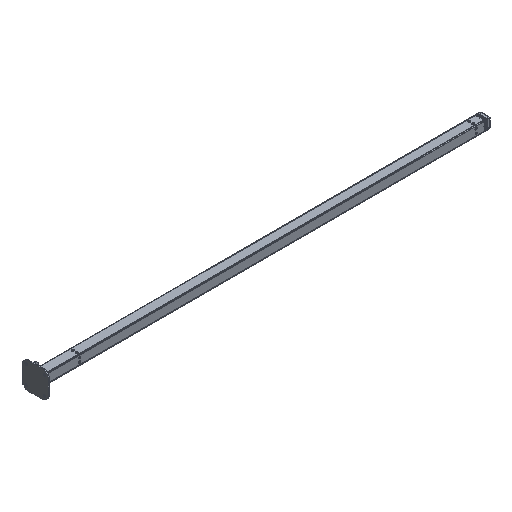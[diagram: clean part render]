
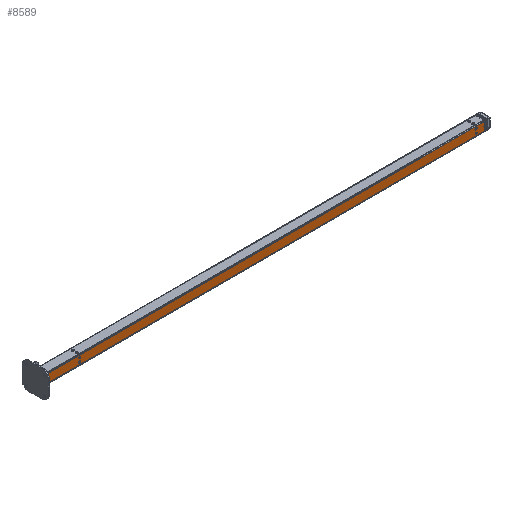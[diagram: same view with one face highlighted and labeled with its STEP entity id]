
A CAD part, isometric view. The second image highlights one B-rep face of the part: STEP entity #8589.
In plain terms, the highlighted planar face has unit normal (0, -1, 0).
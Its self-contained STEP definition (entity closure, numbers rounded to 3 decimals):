
#256 = VERTEX_POINT ( 'NONE', #20092 ) ;
#284 = DIRECTION ( 'NONE',  ( 0., 1., 0. ) ) ;
#344 = DIRECTION ( 'NONE',  ( 0., 1., 0. ) ) ;
#479 = EDGE_LOOP ( 'NONE', ( #25345, #21459 ) ) ;
#972 = AXIS2_PLACEMENT_3D ( 'NONE', #29791, #9011, #17448 ) ;
#983 = CARTESIAN_POINT ( 'NONE',  ( 2145., -25., 10. ) ) ;
#1158 = CARTESIAN_POINT ( 'NONE',  ( 2200., -25., 21. ) ) ;
#1436 = DIRECTION ( 'NONE',  ( 0., 1., 0. ) ) ;
#1763 = DIRECTION ( 'NONE',  ( 1., 0., 0. ) ) ;
#1838 = CIRCLE ( 'NONE', #31931, 4.5 ) ;
#2214 = CARTESIAN_POINT ( 'NONE',  ( 2145., -25., -10. ) ) ;
#2274 = CARTESIAN_POINT ( 'NONE',  ( 190., -25., -10. ) ) ;
#2360 = VERTEX_POINT ( 'NONE', #22016 ) ;
#2575 = ORIENTED_EDGE ( 'NONE', *, *, #5905, .F. ) ;
#2603 = AXIS2_PLACEMENT_3D ( 'NONE', #2214, #20345, #12443 ) ;
#3861 = CARTESIAN_POINT ( 'NONE',  ( 190., -25., -5.5 ) ) ;
#4284 = CARTESIAN_POINT ( 'NONE',  ( 2200., -25., -21. ) ) ;
#4470 = VERTEX_POINT ( 'NONE', #4284 ) ;
#4501 = CARTESIAN_POINT ( 'NONE',  ( 0., -25., 21. ) ) ;
#5038 = VERTEX_POINT ( 'NONE', #1158 ) ;
#5732 = DIRECTION ( 'NONE',  ( 0., 0., 1. ) ) ;
#5843 = FACE_BOUND ( 'NONE', #32978, .T. ) ;
#5905 = EDGE_CURVE ( 'NONE', #7191, #5038, #13982, .T. ) ;
#6402 = CARTESIAN_POINT ( 'NONE',  ( 2145., -25., -10. ) ) ;
#6470 = CIRCLE ( 'NONE', #28057, 4.5 ) ;
#6722 = VERTEX_POINT ( 'NONE', #18371 ) ;
#7050 = CARTESIAN_POINT ( 'NONE',  ( 2200., -25., -21. ) ) ;
#7142 = CARTESIAN_POINT ( 'NONE',  ( 2145., -25., 5.5 ) ) ;
#7165 = PLANE ( 'NONE',  #972 ) ;
#7191 = VERTEX_POINT ( 'NONE', #26712 ) ;
#7555 = CIRCLE ( 'NONE', #17227, 4.5 ) ;
#8257 = VERTEX_POINT ( 'NONE', #22595 ) ;
#8589 = ADVANCED_FACE ( 'NONE', ( #28966, #5843, #24039, #30131, #24889 ), #7165, .F. ) ;
#8903 = CIRCLE ( 'NONE', #32666, 4.5 ) ;
#9011 = DIRECTION ( 'NONE',  ( 0., 1., 0. ) ) ;
#9339 = LINE ( 'NONE', #4501, #25551 ) ;
#9760 = DIRECTION ( 'NONE',  ( 0., 1., 0. ) ) ;
#10453 = ORIENTED_EDGE ( 'NONE', *, *, #23599, .T. ) ;
#10522 = CARTESIAN_POINT ( 'NONE',  ( 2145., -25., -14.5 ) ) ;
#10545 = EDGE_LOOP ( 'NONE', ( #2575, #17395, #20976, #17046 ) ) ;
#11882 = VERTEX_POINT ( 'NONE', #7142 ) ;
#12151 = VERTEX_POINT ( 'NONE', #3861 ) ;
#12443 = DIRECTION ( 'NONE',  ( 0., 0., 1. ) ) ;
#12786 = CIRCLE ( 'NONE', #2603, 4.5 ) ;
#12908 = DIRECTION ( 'NONE',  ( 0., 0., 1. ) ) ;
#12936 = CARTESIAN_POINT ( 'NONE',  ( 190., -25., 10. ) ) ;
#13110 = DIRECTION ( 'NONE',  ( 0., 0., 1. ) ) ;
#13982 = LINE ( 'NONE', #24246, #31065 ) ;
#14060 = EDGE_CURVE ( 'NONE', #7191, #19387, #9339, .T. ) ;
#14221 = ORIENTED_EDGE ( 'NONE', *, *, #24675, .T. ) ;
#14853 = LINE ( 'NONE', #7050, #27092 ) ;
#15166 = AXIS2_PLACEMENT_3D ( 'NONE', #32911, #9760, #17859 ) ;
#15936 = ORIENTED_EDGE ( 'NONE', *, *, #19200, .T. ) ;
#16207 = AXIS2_PLACEMENT_3D ( 'NONE', #2274, #33059, #17999 ) ;
#17046 = ORIENTED_EDGE ( 'NONE', *, *, #17916, .F. ) ;
#17227 = AXIS2_PLACEMENT_3D ( 'NONE', #983, #29420, #31762 ) ;
#17282 = CARTESIAN_POINT ( 'NONE',  ( 190., -25., -14.5 ) ) ;
#17395 = ORIENTED_EDGE ( 'NONE', *, *, #14060, .T. ) ;
#17448 = DIRECTION ( 'NONE',  ( 0., 0., 1. ) ) ;
#17811 = EDGE_CURVE ( 'NONE', #4470, #19387, #14853, .T. ) ;
#17859 = DIRECTION ( 'NONE',  ( 0., 0., 1. ) ) ;
#17916 = EDGE_CURVE ( 'NONE', #5038, #4470, #30830, .T. ) ;
#17999 = DIRECTION ( 'NONE',  ( 0., 0., 1. ) ) ;
#18107 = CARTESIAN_POINT ( 'NONE',  ( 2200., -25., 21. ) ) ;
#18112 = ORIENTED_EDGE ( 'NONE', *, *, #28605, .T. ) ;
#18371 = CARTESIAN_POINT ( 'NONE',  ( 190., -25., 5.5 ) ) ;
#18826 = EDGE_LOOP ( 'NONE', ( #18112, #15936 ) ) ;
#19200 = EDGE_CURVE ( 'NONE', #21467, #12151, #28106, .T. ) ;
#19387 = VERTEX_POINT ( 'NONE', #28290 ) ;
#19671 = DIRECTION ( 'NONE',  ( 0., 0., -1. ) ) ;
#20092 = CARTESIAN_POINT ( 'NONE',  ( 2145., -25., -5.5 ) ) ;
#20345 = DIRECTION ( 'NONE',  ( 0., 1., 0. ) ) ;
#20976 = ORIENTED_EDGE ( 'NONE', *, *, #17811, .F. ) ;
#21459 = ORIENTED_EDGE ( 'NONE', *, *, #25278, .T. ) ;
#21467 = VERTEX_POINT ( 'NONE', #17282 ) ;
#21872 = DIRECTION ( 'NONE',  ( 0., 0., 1. ) ) ;
#22016 = CARTESIAN_POINT ( 'NONE',  ( 2145., -25., 14.5 ) ) ;
#22595 = CARTESIAN_POINT ( 'NONE',  ( 190., -25., 14.5 ) ) ;
#22840 = DIRECTION ( 'NONE',  ( 0., 0., -1. ) ) ;
#23220 = EDGE_CURVE ( 'NONE', #11882, #2360, #30509, .T. ) ;
#23599 = EDGE_CURVE ( 'NONE', #256, #30920, #8903, .T. ) ;
#23637 = CARTESIAN_POINT ( 'NONE',  ( 2145., -25., 10. ) ) ;
#23671 = DIRECTION ( 'NONE',  ( 0., 1., 0. ) ) ;
#23910 = EDGE_LOOP ( 'NONE', ( #10453, #30373 ) ) ;
#24039 = FACE_BOUND ( 'NONE', #18826, .T. ) ;
#24246 = CARTESIAN_POINT ( 'NONE',  ( 2200., -25., 21. ) ) ;
#24279 = EDGE_CURVE ( 'NONE', #30920, #256, #12786, .T. ) ;
#24675 = EDGE_CURVE ( 'NONE', #2360, #11882, #7555, .T. ) ;
#24889 = FACE_OUTER_BOUND ( 'NONE', #10545, .T. ) ;
#25272 = DIRECTION ( 'NONE',  ( -1., 0., 0. ) ) ;
#25278 = EDGE_CURVE ( 'NONE', #6722, #8257, #29176, .T. ) ;
#25345 = ORIENTED_EDGE ( 'NONE', *, *, #28997, .T. ) ;
#25551 = VECTOR ( 'NONE', #19671, 1000. ) ;
#26324 = CARTESIAN_POINT ( 'NONE',  ( 190., -25., -10. ) ) ;
#26712 = CARTESIAN_POINT ( 'NONE',  ( 0., -25., 21. ) ) ;
#27092 = VECTOR ( 'NONE', #25272, 1000. ) ;
#28057 = AXIS2_PLACEMENT_3D ( 'NONE', #12936, #23671, #13110 ) ;
#28106 = CIRCLE ( 'NONE', #16207, 4.5 ) ;
#28290 = CARTESIAN_POINT ( 'NONE',  ( 0., -25., -21. ) ) ;
#28605 = EDGE_CURVE ( 'NONE', #12151, #21467, #1838, .T. ) ;
#28966 = FACE_BOUND ( 'NONE', #23910, .T. ) ;
#28997 = EDGE_CURVE ( 'NONE', #8257, #6722, #6470, .T. ) ;
#29176 = CIRCLE ( 'NONE', #15166, 4.5 ) ;
#29265 = VECTOR ( 'NONE', #22840, 1000. ) ;
#29420 = DIRECTION ( 'NONE',  ( 0., 1., 0. ) ) ;
#29791 = CARTESIAN_POINT ( 'NONE',  ( 2200., -25., -21. ) ) ;
#29971 = AXIS2_PLACEMENT_3D ( 'NONE', #23637, #344, #12908 ) ;
#30131 = FACE_BOUND ( 'NONE', #479, .T. ) ;
#30373 = ORIENTED_EDGE ( 'NONE', *, *, #24279, .T. ) ;
#30509 = CIRCLE ( 'NONE', #29971, 4.5 ) ;
#30830 = LINE ( 'NONE', #18107, #29265 ) ;
#30920 = VERTEX_POINT ( 'NONE', #10522 ) ;
#31065 = VECTOR ( 'NONE', #1763, 1000. ) ;
#31762 = DIRECTION ( 'NONE',  ( 0., 0., 1. ) ) ;
#31931 = AXIS2_PLACEMENT_3D ( 'NONE', #26324, #284, #5732 ) ;
#32221 = ORIENTED_EDGE ( 'NONE', *, *, #23220, .T. ) ;
#32666 = AXIS2_PLACEMENT_3D ( 'NONE', #6402, #1436, #21872 ) ;
#32911 = CARTESIAN_POINT ( 'NONE',  ( 190., -25., 10. ) ) ;
#32978 = EDGE_LOOP ( 'NONE', ( #14221, #32221 ) ) ;
#33059 = DIRECTION ( 'NONE',  ( 0., 1., 0. ) ) ;
